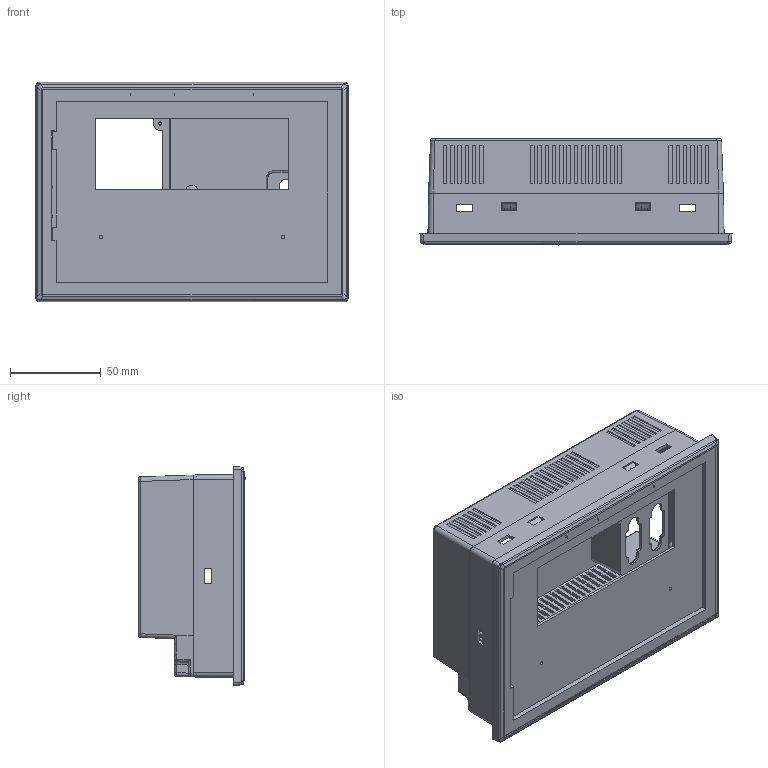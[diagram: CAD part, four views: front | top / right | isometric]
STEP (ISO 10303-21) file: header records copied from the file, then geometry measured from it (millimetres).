
FILE_DESCRIPTION(/* description */ (''),/* implementation_level */ '2;1');
FILE_NAME(/* name */ '37英寸~1',/* time_stamp */ '2020-12-25T17:30:28+08:00',/* author */ (''),/* organization */ (''),/* preprocessor_version */ 'ST-DEVELOPER v15',/* originating_system */ '',/* authorisation */ '');
FILE_SCHEMA (('AUTOMOTIVE_DESIGN'));
Length unit declared in the file: millimetre
Products named in the file (2): Document; 图块 01
Assembly tree (1 placements, depth 2):
  Document
    图块 01
Bounding box: 171.5 x 58.84 x 120.5 mm (x, y, z)
Volume: 65411.7 mm3; surface area: 146376.9 mm2
Topology: 1 solids, 5 shells, 1358 faces, 3972 edges, 2607 vertices
Faces by surface type: plane 1049, bspline 309
Entity records: 46379 total; most frequent: CARTESIAN_POINT 20713, ORIENTED_EDGE 7905, EDGE_CURVE 3964, B_SPLINE_CURVE_WITH_KNOTS 3407, VERTEX_POINT 2608, EDGE_LOOP 1578, ADVANCED_FACE 1357, FACE_OUTER_BOUND 1357
